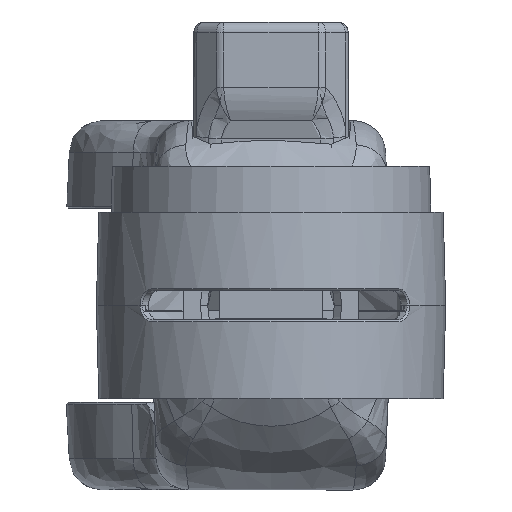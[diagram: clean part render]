
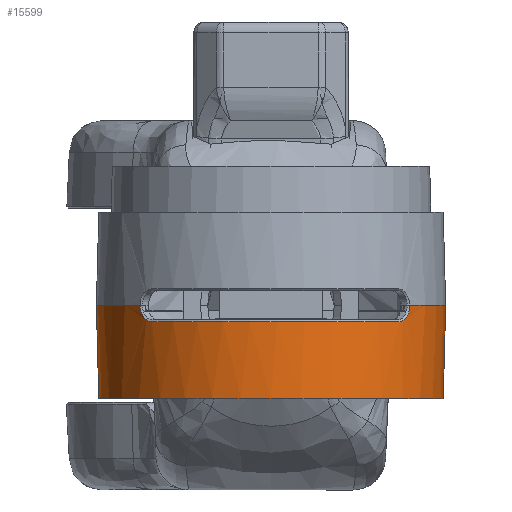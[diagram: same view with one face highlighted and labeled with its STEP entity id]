
A CAD part, front view. The second image highlights one B-rep face of the part: STEP entity #15599.
In plain terms, the highlighted free-form (B-spline) face has degree [1, 3] with [2, 4] control points.
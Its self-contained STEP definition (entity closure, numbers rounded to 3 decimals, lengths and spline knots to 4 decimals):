
#2581=B_SPLINE_CURVE_WITH_KNOTS('',3,(#35708,#35709,#35710,#35711,#35712),
 .UNSPECIFIED.,.F.,.F.,(4,1,4),(0.,0.0035,0.0071),
 .UNSPECIFIED.);
#2582=B_SPLINE_CURVE_WITH_KNOTS('',3,(#35716,#35717,#35718,#35719,#35720),
 .UNSPECIFIED.,.F.,.F.,(4,1,4),(0.,0.0035,0.0071),
 .UNSPECIFIED.);
#2932=(
BOUNDED_CURVE()
B_SPLINE_CURVE(1,(#35678,#35679),.UNSPECIFIED.,.F.,.F.)
B_SPLINE_CURVE_WITH_KNOTS((2,2),(0.,1.),.PIECEWISE_BEZIER_KNOTS.)
CURVE()
GEOMETRIC_REPRESENTATION_ITEM()
RATIONAL_B_SPLINE_CURVE((1.,1.))
REPRESENTATION_ITEM('')
);
#2933=(
BOUNDED_CURVE()
B_SPLINE_CURVE(1,(#35724,#35725),.UNSPECIFIED.,.F.,.F.)
B_SPLINE_CURVE_WITH_KNOTS((2,2),(0.,1.),.PIECEWISE_BEZIER_KNOTS.)
CURVE()
GEOMETRIC_REPRESENTATION_ITEM()
RATIONAL_B_SPLINE_CURVE((1.,1.))
REPRESENTATION_ITEM('')
);
#6558=ORIENTED_EDGE('',*,*,#9460,.F.);
#6559=ORIENTED_EDGE('',*,*,#9463,.T.);
#6560=ORIENTED_EDGE('',*,*,#9464,.T.);
#6561=ORIENTED_EDGE('',*,*,#9465,.T.);
#6562=ORIENTED_EDGE('',*,*,#9466,.T.);
#6563=ORIENTED_EDGE('',*,*,#9467,.T.);
#6564=ORIENTED_EDGE('',*,*,#9468,.T.);
#6565=ORIENTED_EDGE('',*,*,#9469,.F.);
#9460=EDGE_CURVE('',#11145,#11146,#2932,.T.);
#9463=EDGE_CURVE('',#11145,#11148,#12129,.T.);
#9464=EDGE_CURVE('',#11148,#11149,#2581,.T.);
#9465=EDGE_CURVE('',#11149,#11150,#12130,.T.);
#9466=EDGE_CURVE('',#11150,#11151,#2582,.T.);
#9467=EDGE_CURVE('',#11151,#11152,#12131,.T.);
#9468=EDGE_CURVE('',#11152,#11153,#2933,.T.);
#9469=EDGE_CURVE('',#11146,#11153,#12132,.T.);
#11145=VERTEX_POINT('',#35677);
#11146=VERTEX_POINT('',#35680);
#11148=VERTEX_POINT('',#35707);
#11149=VERTEX_POINT('',#35713);
#11150=VERTEX_POINT('',#35715);
#11151=VERTEX_POINT('',#35721);
#11152=VERTEX_POINT('',#35723);
#11153=VERTEX_POINT('',#35726);
#12129=CIRCLE('',#17591,0.0478);
#12130=CIRCLE('',#17592,0.0476);
#12131=CIRCLE('',#17593,0.0478);
#12132=CIRCLE('',#17594,0.0471);
#13124=EDGE_LOOP('',(#6558,#6559,#6560,#6561,#6562,#6563,#6564,#6565));
#14151=FACE_BOUND('',#13124,.T.);
#14790=(
BOUNDED_SURFACE()
B_SPLINE_SURFACE(1,3,((#35698,#35699,#35700,#35701),(#35702,#35703,#35704,
#35705)),.CONICAL_SURF.,.F.,.F.,.F.)
B_SPLINE_SURFACE_WITH_KNOTS((2,2),(4,4),(0.0007,0.0147),
(0.,0.5),.PIECEWISE_BEZIER_KNOTS.)
GEOMETRIC_REPRESENTATION_ITEM()
RATIONAL_B_SPLINE_SURFACE(((1.,0.333,0.333,1.),
(1.,0.333,0.333,1.)))
REPRESENTATION_ITEM('')
SURFACE()
);
#15599=ADVANCED_FACE('',(#14151),#14790,.T.);
#17591=AXIS2_PLACEMENT_3D('',#35706,#19838,#19839);
#17592=AXIS2_PLACEMENT_3D('',#35714,#19840,#19841);
#17593=AXIS2_PLACEMENT_3D('',#35722,#19842,#19843);
#17594=AXIS2_PLACEMENT_3D('',#35727,#19844,#19845);
#19838=DIRECTION('',(0.,0.,1.));
#19839=DIRECTION('',(1.,0.,0.));
#19840=DIRECTION('',(0.,0.,1.));
#19841=DIRECTION('',(-1.,0.,0.));
#19842=DIRECTION('',(0.,0.,1.));
#19843=DIRECTION('',(1.,0.,0.));
#19844=DIRECTION('',(0.,0.,1.));
#19845=DIRECTION('',(1.,0.,0.));
#35677=CARTESIAN_POINT('',(-0.0478,0.,0.));
#35678=CARTESIAN_POINT('',(-0.0478,0.,-0.0013));
#35679=CARTESIAN_POINT('',(0.,0.,1.8242));
#35680=CARTESIAN_POINT('',(-0.0471,0.,0.0255));
#35698=CARTESIAN_POINT('',(0.0478,0.,0.));
#35699=CARTESIAN_POINT('',(0.0478,-0.0955,0.));
#35700=CARTESIAN_POINT('',(-0.0478,-0.0955,0.));
#35701=CARTESIAN_POINT('',(-0.0478,0.,0.));
#35702=CARTESIAN_POINT('',(0.0471,0.,0.0255));
#35703=CARTESIAN_POINT('',(0.0471,-0.0942,0.0255));
#35704=CARTESIAN_POINT('',(-0.0471,-0.0942,0.0255));
#35705=CARTESIAN_POINT('',(-0.0471,0.,0.0255));
#35706=CARTESIAN_POINT('',(0.,0.,0.));
#35707=CARTESIAN_POINT('',(-0.0379,-0.029,0.));
#35708=CARTESIAN_POINT('',(-0.0379,-0.029,0.));
#35709=CARTESIAN_POINT('',(-0.0379,-0.029,0.0012));
#35710=CARTESIAN_POINT('',(-0.0373,-0.0298,0.0035));
#35711=CARTESIAN_POINT('',(-0.0357,-0.0315,0.0045));
#35712=CARTESIAN_POINT('',(-0.0349,-0.0324,0.0045));
#35713=CARTESIAN_POINT('',(-0.0349,-0.0324,0.0045));
#35714=CARTESIAN_POINT('',(0.,0.,0.0045));
#35715=CARTESIAN_POINT('',(0.0326,-0.0348,0.0045));
#35716=CARTESIAN_POINT('',(0.0326,-0.0348,0.0045));
#35717=CARTESIAN_POINT('',(0.0335,-0.034,0.0045));
#35718=CARTESIAN_POINT('',(0.0351,-0.0323,0.0035));
#35719=CARTESIAN_POINT('',(0.0358,-0.0316,0.0012));
#35720=CARTESIAN_POINT('',(0.0358,-0.0316,0.));
#35721=CARTESIAN_POINT('',(0.0358,-0.0316,0.));
#35722=CARTESIAN_POINT('',(0.,0.,0.));
#35723=CARTESIAN_POINT('',(0.0478,0.,0.));
#35724=CARTESIAN_POINT('',(0.0478,0.,-0.0013));
#35725=CARTESIAN_POINT('',(0.,0.,1.8242));
#35726=CARTESIAN_POINT('',(0.0471,0.,0.0255));
#35727=CARTESIAN_POINT('',(0.,0.,0.0255));
